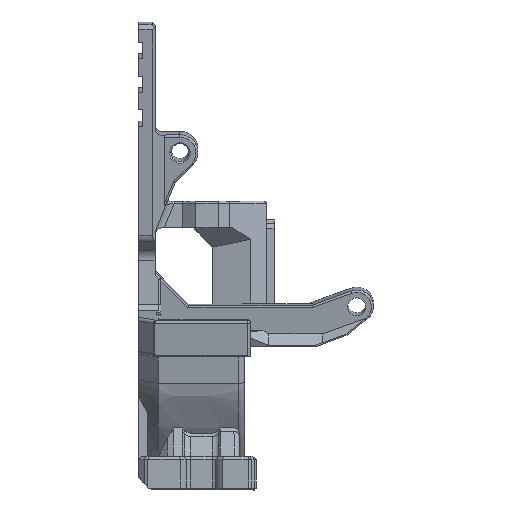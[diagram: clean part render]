
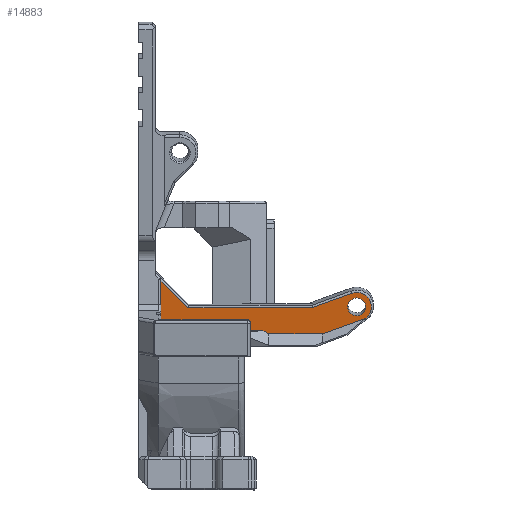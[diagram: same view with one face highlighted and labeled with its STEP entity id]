
A CAD part, left-side view. The second image highlights one B-rep face of the part: STEP entity #14883.
In plain terms, the highlighted planar face has unit normal (-0.985, 0, -0.174).
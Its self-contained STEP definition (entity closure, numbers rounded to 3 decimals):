
#304=FACE_BOUND('',#2200,.T.);
#585=PLANE('',#16063);
#1346=FACE_OUTER_BOUND('',#2199,.T.);
#2199=EDGE_LOOP('',(#12185,#12186,#12187,#12188,#12189,#12190,#12191,#12192,
#12193,#12194,#12195,#12196));
#2200=EDGE_LOOP('',(#12197));
#2736=CIRCLE('',#15782,3.556);
#2833=CIRCLE('',#16064,2.2);
#3952=LINE('',#22876,#5294);
#3953=LINE('',#22881,#5295);
#4054=LINE('',#23608,#5396);
#4072=LINE('',#23669,#5414);
#4083=LINE('',#23699,#5425);
#4087=LINE('',#23707,#5429);
#4089=LINE('',#23711,#5431);
#4273=LINE('',#24499,#5615);
#4274=LINE('',#24500,#5616);
#4275=LINE('',#24502,#5617);
#4276=LINE('',#24503,#5618);
#5294=VECTOR('',#18189,10.);
#5295=VECTOR('',#18196,10.);
#5396=VECTOR('',#18499,10.);
#5414=VECTOR('',#18545,10.);
#5425=VECTOR('',#18566,1000.);
#5429=VECTOR('',#18572,10.);
#5431=VECTOR('',#18576,10.);
#5615=VECTOR('',#19100,10.);
#5616=VECTOR('',#19101,10.);
#5617=VECTOR('',#19102,10.);
#5618=VECTOR('',#19103,1000.);
#6606=VERTEX_POINT('',#22874);
#6607=VERTEX_POINT('',#22875);
#6608=VERTEX_POINT('',#22880);
#6623=VERTEX_POINT('',#22927);
#6741=VERTEX_POINT('',#23607);
#6761=VERTEX_POINT('',#23666);
#6762=VERTEX_POINT('',#23668);
#6775=VERTEX_POINT('',#23696);
#6779=VERTEX_POINT('',#23705);
#6780=VERTEX_POINT('',#23710);
#6944=VERTEX_POINT('',#24498);
#6945=VERTEX_POINT('',#24501);
#6946=VERTEX_POINT('',#24504);
#8349=EDGE_CURVE('',#6606,#6607,#3952,.T.);
#8352=EDGE_CURVE('',#6607,#6608,#3953,.T.);
#8372=EDGE_CURVE('',#6608,#6623,#2736,.T.);
#8542=EDGE_CURVE('',#6623,#6741,#4054,.F.);
#8568=EDGE_CURVE('',#6762,#6761,#4072,.F.);
#8583=EDGE_CURVE('',#6775,#6761,#4083,.T.);
#8587=EDGE_CURVE('',#6775,#6779,#4087,.F.);
#8589=EDGE_CURVE('',#6780,#6741,#4089,.T.);
#8860=EDGE_CURVE('',#6779,#6944,#4273,.T.);
#8861=EDGE_CURVE('',#6944,#6780,#4274,.F.);
#8862=EDGE_CURVE('',#6945,#6606,#4275,.T.);
#8863=EDGE_CURVE('',#6945,#6762,#4276,.T.);
#8864=EDGE_CURVE('',#6946,#6946,#2833,.F.);
#12185=ORIENTED_EDGE('',*,*,#8860,.T.);
#12186=ORIENTED_EDGE('',*,*,#8861,.T.);
#12187=ORIENTED_EDGE('',*,*,#8589,.T.);
#12188=ORIENTED_EDGE('',*,*,#8542,.F.);
#12189=ORIENTED_EDGE('',*,*,#8372,.F.);
#12190=ORIENTED_EDGE('',*,*,#8352,.F.);
#12191=ORIENTED_EDGE('',*,*,#8349,.F.);
#12192=ORIENTED_EDGE('',*,*,#8862,.F.);
#12193=ORIENTED_EDGE('',*,*,#8863,.T.);
#12194=ORIENTED_EDGE('',*,*,#8568,.T.);
#12195=ORIENTED_EDGE('',*,*,#8583,.F.);
#12196=ORIENTED_EDGE('',*,*,#8587,.T.);
#12197=ORIENTED_EDGE('',*,*,#8864,.T.);
#14883=ADVANCED_FACE('',(#1346,#304),#585,.F.);
#15782=AXIS2_PLACEMENT_3D('',#22928,#18229,#18230);
#16063=AXIS2_PLACEMENT_3D('',#24497,#19098,#19099);
#16064=AXIS2_PLACEMENT_3D('',#24505,#19104,#19105);
#18189=DIRECTION('',(0.,-1.,0.));
#18196=DIRECTION('',(-0.06,-0.939,0.339));
#18229=DIRECTION('center_axis',(0.985,0.,
0.174));
#18230=DIRECTION('ref_axis',(-0.104,-0.8,0.59));
#18499=DIRECTION('',(0.166,0.3,-0.939));
#18545=DIRECTION('',(0.,1.,0.));
#18566=DIRECTION('',(0.174,0.,-0.985));
#18572=DIRECTION('',(0.,1.,0.));
#18576=DIRECTION('',(-0.06,-0.939,0.339));
#19098=DIRECTION('center_axis',(0.985,0.,
0.174));
#19099=DIRECTION('ref_axis',(0.174,0.,-0.985));
#19100=DIRECTION('',(0.092,-0.848,-0.522));
#19101=DIRECTION('',(0.,1.,0.));
#19102=DIRECTION('',(0.123,-0.707,-0.696));
#19103=DIRECTION('',(0.174,0.,-0.985));
#19104=DIRECTION('center_axis',(-0.985,0.,
-0.174));
#19105=DIRECTION('ref_axis',(0.174,0.,-0.985));
#22874=CARTESIAN_POINT('',(-17.236,-16.045,60.964));
#22875=CARTESIAN_POINT('',(-17.236,-46.339,60.964));
#22876=CARTESIAN_POINT('',(-17.236,-19.597,60.964));
#22880=CARTESIAN_POINT('',(-17.844,-55.871,64.41));
#22881=CARTESIAN_POINT('',(-16.724,-38.307,58.06));
#22927=CARTESIAN_POINT('',(-16.768,-59.208,58.306));
#22928=CARTESIAN_POINT('Origin',(-17.264,-57.097,61.123));
#23607=CARTESIAN_POINT('',(-16.773,-59.217,58.337));
#23608=CARTESIAN_POINT('',(-15.157,-56.289,49.171));
#23666=CARTESIAN_POINT('',(-15.927,-29.697,53.541));
#23668=CARTESIAN_POINT('',(-15.927,-9.497,53.541));
#23669=CARTESIAN_POINT('',(-15.927,-19.208,53.541));
#23696=CARTESIAN_POINT('',(-16.254,-29.697,55.391));
#23699=CARTESIAN_POINT('',(-16.147,-29.697,54.785));
#23705=CARTESIAN_POINT('',(-16.254,-34.291,55.391));
#23707=CARTESIAN_POINT('',(-16.254,-18.597,55.391));
#23710=CARTESIAN_POINT('',(-16.106,-48.756,54.554));
#23711=CARTESIAN_POINT('',(-16.008,-47.215,53.997));
#24497=CARTESIAN_POINT('Origin',(-16.147,-19.597,54.785));
#24498=CARTESIAN_POINT('',(-16.106,-35.649,54.554));
#24499=CARTESIAN_POINT('',(-16.791,-29.345,58.438));
#24500=CARTESIAN_POINT('',(-16.106,-25.375,54.554));
#24501=CARTESIAN_POINT('',(-18.373,-9.497,67.412));
#24502=CARTESIAN_POINT('',(-16.755,-18.816,58.235));
#24503=CARTESIAN_POINT('',(-16.147,-9.497,54.785));
#24504=CARTESIAN_POINT('',(-17.646,-57.097,63.29));
#24505=CARTESIAN_POINT('Origin',(-17.264,-57.097,61.123));
